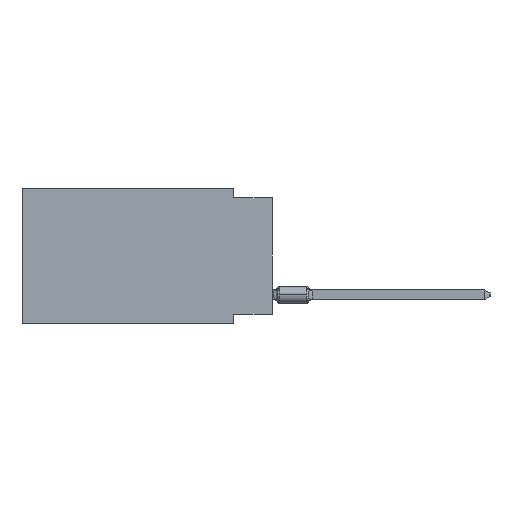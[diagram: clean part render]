
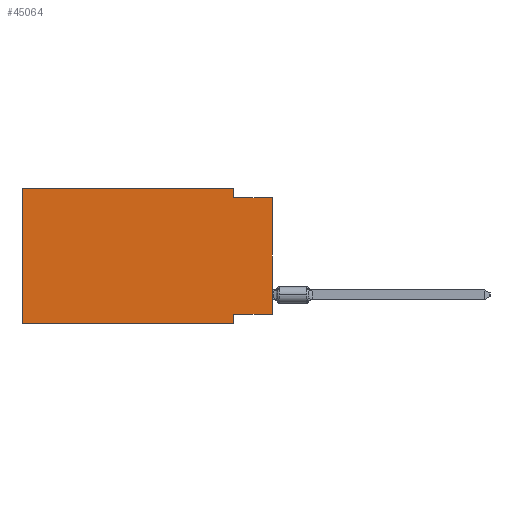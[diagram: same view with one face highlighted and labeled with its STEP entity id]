
A CAD part, left-side view. The second image highlights one B-rep face of the part: STEP entity #45064.
In plain terms, the highlighted planar face has unit normal (-1, 0, 0).
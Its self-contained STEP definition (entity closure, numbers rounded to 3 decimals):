
#1345 = EDGE_CURVE ( 'NONE', #32199, #24699, #18084, .T. ) ;
#1567 = LINE ( 'NONE', #5657, #15810 ) ;
#2766 = CARTESIAN_POINT ( 'NONE',  ( 0., 0., -8.255 ) ) ;
#3605 = EDGE_CURVE ( 'NONE', #20071, #28573, #26160, .T. ) ;
#4265 = CARTESIAN_POINT ( 'NONE',  ( 0., 16.383, 0. ) ) ;
#5043 = CARTESIAN_POINT ( 'NONE',  ( 0., 16.383, 0. ) ) ;
#5179 = DIRECTION ( 'NONE',  ( 0., -1., 0. ) ) ;
#5657 = CARTESIAN_POINT ( 'NONE',  ( 0., 16.383, -8.89 ) ) ;
#6554 = ORIENTED_EDGE ( 'NONE', *, *, #41157, .F. ) ;
#6808 = DIRECTION ( 'NONE',  ( 0., 0., 1. ) ) ;
#8402 = EDGE_CURVE ( 'NONE', #9006, #21830, #38325, .T. ) ;
#8794 = ORIENTED_EDGE ( 'NONE', *, *, #13007, .F. ) ;
#9006 = VERTEX_POINT ( 'NONE', #19838 ) ;
#9062 = EDGE_CURVE ( 'NONE', #9006, #28573, #1567, .T. ) ;
#12804 = DIRECTION ( 'NONE',  ( 0., 0., -1. ) ) ;
#13007 = EDGE_CURVE ( 'NONE', #21830, #46820, #33634, .T. ) ;
#13760 = VERTEX_POINT ( 'NONE', #15923 ) ;
#14398 = CARTESIAN_POINT ( 'NONE',  ( 0., 2.54, -8.89 ) ) ;
#14604 = CARTESIAN_POINT ( 'NONE',  ( 0., 0., -0.635 ) ) ;
#14974 = EDGE_LOOP ( 'NONE', ( #24682, #6554, #42074, #8794, #39972, #44126, #31952, #24856 ) ) ;
#15134 = EDGE_CURVE ( 'NONE', #46820, #13760, #32086, .T. ) ;
#15384 = DIRECTION ( 'NONE',  ( 0., -1., 0. ) ) ;
#15810 = VECTOR ( 'NONE', #5179, 1000. ) ;
#15923 = CARTESIAN_POINT ( 'NONE',  ( 0., 2.54, -0.635 ) ) ;
#17692 = CARTESIAN_POINT ( 'NONE',  ( 0., 2.54, 0. ) ) ;
#17898 = DIRECTION ( 'NONE',  ( 0., 1., 0. ) ) ;
#18084 = LINE ( 'NONE', #32026, #28530 ) ;
#19034 = CARTESIAN_POINT ( 'NONE',  ( 0., 2.54, -8.89 ) ) ;
#19202 = VECTOR ( 'NONE', #31469, 1000. ) ;
#19838 = CARTESIAN_POINT ( 'NONE',  ( 0., 16.383, -8.89 ) ) ;
#20071 = VERTEX_POINT ( 'NONE', #43605 ) ;
#20153 = VECTOR ( 'NONE', #22075, 1000. ) ;
#20265 = DIRECTION ( 'NONE',  ( 1., 0., 0. ) ) ;
#20796 = DIRECTION ( 'NONE',  ( 0., 0., 1. ) ) ;
#20820 = DIRECTION ( 'NONE',  ( 0., 0., -1. ) ) ;
#21217 = CARTESIAN_POINT ( 'NONE',  ( 0., 2.54, 0. ) ) ;
#21830 = VERTEX_POINT ( 'NONE', #4265 ) ;
#22075 = DIRECTION ( 'NONE',  ( 0., 0., -1. ) ) ;
#24682 = ORIENTED_EDGE ( 'NONE', *, *, #1345, .T. ) ;
#24699 = VERTEX_POINT ( 'NONE', #14604 ) ;
#24856 = ORIENTED_EDGE ( 'NONE', *, *, #46368, .F. ) ;
#26160 = LINE ( 'NONE', #14398, #20153 ) ;
#28530 = VECTOR ( 'NONE', #6808, 1000. ) ;
#28573 = VERTEX_POINT ( 'NONE', #19034 ) ;
#31469 = DIRECTION ( 'NONE',  ( 0., -1., 0. ) ) ;
#31769 = PLANE ( 'NONE',  #40114 ) ;
#31952 = ORIENTED_EDGE ( 'NONE', *, *, #3605, .F. ) ;
#32026 = CARTESIAN_POINT ( 'NONE',  ( 0., 0., 0. ) ) ;
#32086 = LINE ( 'NONE', #17692, #44898 ) ;
#32199 = VERTEX_POINT ( 'NONE', #36699 ) ;
#33634 = LINE ( 'NONE', #5043, #47368 ) ;
#35541 = LINE ( 'NONE', #45230, #19202 ) ;
#36699 = CARTESIAN_POINT ( 'NONE',  ( 0., 0., -8.255 ) ) ;
#38325 = LINE ( 'NONE', #39031, #44877 ) ;
#38502 = FACE_OUTER_BOUND ( 'NONE', #14974, .T. ) ;
#39031 = CARTESIAN_POINT ( 'NONE',  ( 0., 16.383, 0. ) ) ;
#39972 = ORIENTED_EDGE ( 'NONE', *, *, #8402, .F. ) ;
#40114 = AXIS2_PLACEMENT_3D ( 'NONE', #46420, #20265, #12804 ) ;
#40206 = LINE ( 'NONE', #2766, #40960 ) ;
#40960 = VECTOR ( 'NONE', #17898, 1000. ) ;
#41157 = EDGE_CURVE ( 'NONE', #13760, #24699, #35541, .T. ) ;
#42074 = ORIENTED_EDGE ( 'NONE', *, *, #15134, .F. ) ;
#43605 = CARTESIAN_POINT ( 'NONE',  ( 0., 2.54, -8.255 ) ) ;
#44126 = ORIENTED_EDGE ( 'NONE', *, *, #9062, .T. ) ;
#44877 = VECTOR ( 'NONE', #20796, 1000. ) ;
#44898 = VECTOR ( 'NONE', #20820, 1000. ) ;
#45064 = ADVANCED_FACE ( 'NONE', ( #38502 ), #31769, .F. ) ;
#45230 = CARTESIAN_POINT ( 'NONE',  ( 0., 0., -0.635 ) ) ;
#46368 = EDGE_CURVE ( 'NONE', #32199, #20071, #40206, .T. ) ;
#46420 = CARTESIAN_POINT ( 'NONE',  ( 0., 16.383, 0. ) ) ;
#46820 = VERTEX_POINT ( 'NONE', #21217 ) ;
#47368 = VECTOR ( 'NONE', #15384, 1000. ) ;
